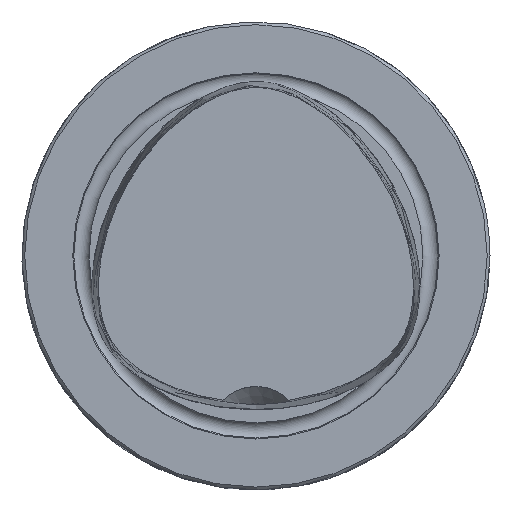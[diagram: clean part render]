
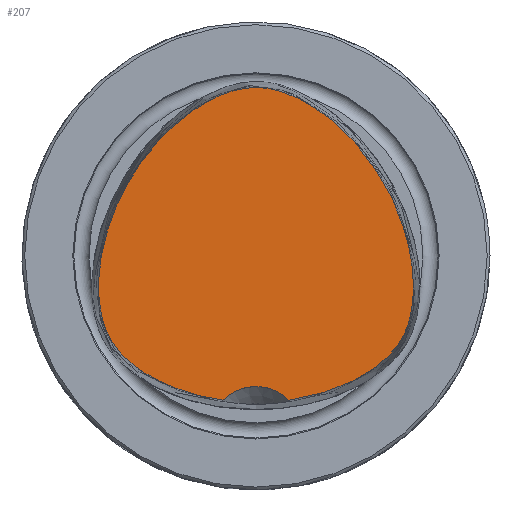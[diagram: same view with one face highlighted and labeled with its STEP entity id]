
A CAD part, top view. The second image highlights one B-rep face of the part: STEP entity #207.
In plain terms, the highlighted planar face has unit normal (0, 0, 1).
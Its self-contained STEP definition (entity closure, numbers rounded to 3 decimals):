
#153=PLANE('',#1398);
#207=ADVANCED_FACE('',(#305),#153,.T.);
#305=FACE_OUTER_BOUND('',#366,.T.);
#366=EDGE_LOOP('',(#581,#582));
#459=B_SPLINE_CURVE_WITH_KNOTS('',3,(#1947,#1948,#1949,#1950,#1951,#1952,
#1953,#1954,#1955,#1956,#1957,#1958,#1959,#1960,#1961,#1962,#1963,#1964,
#1965,#1966,#1967,#1968,#1969,#1970,#1971,#1972,#1973,#1974,#1975,#1976,
#1977,#1978,#1979,#1980),.UNSPECIFIED.,.F.,.F.,(4,2,2,2,2,2,2,2,2,2,2,2,
2,2,2,2,4),(0.,0.062,0.125,0.156,0.188,0.25,0.375,0.438,
0.5,0.563,0.625,0.75,0.813,0.844,0.875,0.938,1.),.UNSPECIFIED.);
#511=CIRCLE('',#1397,5.);
#581=ORIENTED_EDGE('',*,*,#1042,.F.);
#582=ORIENTED_EDGE('',*,*,#1043,.T.);
#917=VERTEX_POINT('',#1945);
#918=VERTEX_POINT('',#1946);
#1042=EDGE_CURVE('',#917,#918,#511,.T.);
#1043=EDGE_CURVE('',#917,#918,#459,.T.);
#1397=AXIS2_PLACEMENT_3D('',#1944,#1565,#1566);
#1398=AXIS2_PLACEMENT_3D('',#1981,#1567,#1568);
#1565=DIRECTION('',(0.,0.,1.));
#1566=DIRECTION('',(0.,-1.,0.));
#1567=DIRECTION('',(0.,0.,1.));
#1568=DIRECTION('',(0.,1.,0.));
#1944=CARTESIAN_POINT('',(0.,-19.,30.));
#1945=CARTESIAN_POINT('',(3.529,-15.458,30.));
#1946=CARTESIAN_POINT('',(-3.529,-15.458,30.));
#1947=CARTESIAN_POINT('',(3.529,-15.458,30.));
#1948=CARTESIAN_POINT('',(5.578,-15.172,30.));
#1949=CARTESIAN_POINT('',(7.541,-14.652,30.));
#1950=CARTESIAN_POINT('',(11.31,-13.022,30.));
#1951=CARTESIAN_POINT('',(13.115,-11.925,30.));
#1952=CARTESIAN_POINT('',(15.177,-9.639,30.));
#1953=CARTESIAN_POINT('',(15.729,-8.756,30.));
#1954=CARTESIAN_POINT('',(16.464,-6.828,30.));
#1955=CARTESIAN_POINT('',(16.664,-5.812,30.));
#1956=CARTESIAN_POINT('',(16.947,-2.725,30.));
#1957=CARTESIAN_POINT('',(16.713,-0.645,30.));
#1958=CARTESIAN_POINT('',(15.266,5.304,30.));
#1959=CARTESIAN_POINT('',(13.278,9.021,30.));
#1960=CARTESIAN_POINT('',(9.189,13.589,30.));
#1961=CARTESIAN_POINT('',(7.618,14.961,30.));
#1962=CARTESIAN_POINT('',(4.122,17.097,30.));
#1963=CARTESIAN_POINT('',(2.123,17.924,30.));
#1964=CARTESIAN_POINT('',(-1.991,17.959,30.));
#1965=CARTESIAN_POINT('',(-3.994,17.157,30.));
#1966=CARTESIAN_POINT('',(-7.53,15.031,30.));
#1967=CARTESIAN_POINT('',(-9.096,13.678,30.));
#1968=CARTESIAN_POINT('',(-13.235,9.098,30.));
#1969=CARTESIAN_POINT('',(-15.231,5.387,30.));
#1970=CARTESIAN_POINT('',(-16.702,-0.57,30.));
#1971=CARTESIAN_POINT('',(-16.941,-2.651,30.));
#1972=CARTESIAN_POINT('',(-16.678,-5.725,30.));
#1973=CARTESIAN_POINT('',(-16.482,-6.756,30.));
#1974=CARTESIAN_POINT('',(-15.764,-8.687,30.));
#1975=CARTESIAN_POINT('',(-15.214,-9.588,30.));
#1976=CARTESIAN_POINT('',(-13.159,-11.895,30.));
#1977=CARTESIAN_POINT('',(-11.335,-13.008,30.));
#1978=CARTESIAN_POINT('',(-7.568,-14.643,30.));
#1979=CARTESIAN_POINT('',(-5.567,-15.173,30.));
#1980=CARTESIAN_POINT('',(-3.529,-15.458,30.));
#1981=CARTESIAN_POINT('',(0.,17.113,30.));
